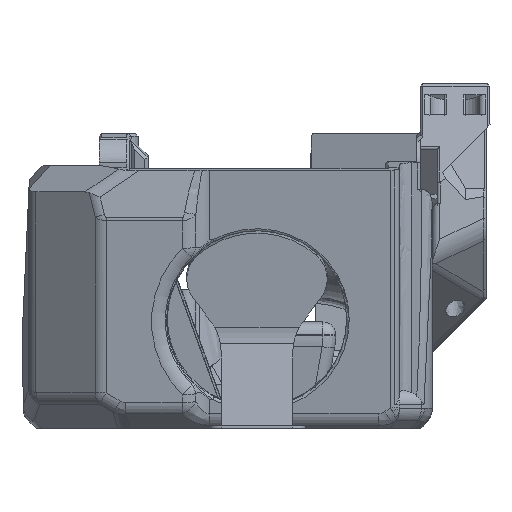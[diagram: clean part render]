
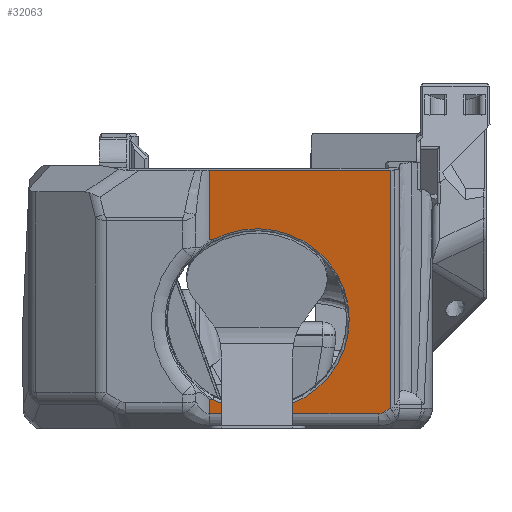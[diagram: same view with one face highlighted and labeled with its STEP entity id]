
A CAD part, left-side view. The second image highlights one B-rep face of the part: STEP entity #32063.
In plain terms, the highlighted planar face has unit normal (-0.985, 0, -0.174).
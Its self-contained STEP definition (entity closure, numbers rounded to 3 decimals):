
#987=B_SPLINE_CURVE_WITH_KNOTS('',3,(#50614,#50615,#50616,#50617),
 .UNSPECIFIED.,.F.,.F.,(4,4),(0.,0.382),.UNSPECIFIED.);
#1000=B_SPLINE_CURVE_WITH_KNOTS('',3,(#50887,#50888,#50889,#50890),
 .UNSPECIFIED.,.F.,.F.,(4,4),(0.618,1.),.UNSPECIFIED.);
#1728=ELLIPSE('',#34485,3.203,2.);
#2150=CIRCLE('',#33868,14.4);
#5637=ORIENTED_EDGE('',*,*,#14313,.F.);
#5638=ORIENTED_EDGE('',*,*,#13310,.T.);
#5639=ORIENTED_EDGE('',*,*,#14430,.T.);
#5640=ORIENTED_EDGE('',*,*,#14431,.F.);
#5641=ORIENTED_EDGE('',*,*,#14432,.T.);
#5642=ORIENTED_EDGE('',*,*,#14433,.T.);
#5643=ORIENTED_EDGE('',*,*,#14434,.F.);
#5644=ORIENTED_EDGE('',*,*,#14435,.T.);
#5645=ORIENTED_EDGE('',*,*,#13913,.F.);
#5646=ORIENTED_EDGE('',*,*,#13938,.F.);
#13310=EDGE_CURVE('',#18113,#18112,#2150,.T.);
#13913=EDGE_CURVE('',#18518,#18519,#21442,.T.);
#13938=EDGE_CURVE('',#18536,#18518,#21460,.T.);
#14313=EDGE_CURVE('',#18113,#18536,#987,.F.);
#14430=EDGE_CURVE('',#18112,#18880,#1000,.T.);
#14431=EDGE_CURVE('',#18881,#18880,#21777,.T.);
#14432=EDGE_CURVE('',#18881,#18882,#21778,.T.);
#14433=EDGE_CURVE('',#18882,#18883,#1728,.T.);
#14434=EDGE_CURVE('',#18884,#18883,#21779,.T.);
#14435=EDGE_CURVE('',#18884,#18519,#21780,.T.);
#18112=VERTEX_POINT('',#46403);
#18113=VERTEX_POINT('',#46405);
#18518=VERTEX_POINT('',#48938);
#18519=VERTEX_POINT('',#48940);
#18536=VERTEX_POINT('',#48999);
#18880=VERTEX_POINT('',#50891);
#18881=VERTEX_POINT('',#50893);
#18882=VERTEX_POINT('',#50895);
#18883=VERTEX_POINT('',#50897);
#18884=VERTEX_POINT('',#50899);
#21442=LINE('',#48939,#24329);
#21460=LINE('',#49000,#24347);
#21777=LINE('',#50892,#24664);
#21778=LINE('',#50894,#24665);
#21779=LINE('',#50898,#24666);
#21780=LINE('',#50900,#24667);
#24329=VECTOR('',#38322,1000.);
#24347=VECTOR('',#38360,1000.);
#24664=VECTOR('',#39135,1000.);
#24665=VECTOR('',#39136,1000.);
#24666=VECTOR('',#39139,1000.);
#24667=VECTOR('',#39140,1000.);
#27091=EDGE_LOOP('',(#5637,#5638,#5639,#5640,#5641,#5642,#5643,#5644,#5645,
#5646));
#29082=FACE_BOUND('',#27091,.T.);
#30799=PLANE('',#34484);
#32063=ADVANCED_FACE('',(#29082),#30799,.F.);
#33868=AXIS2_PLACEMENT_3D('',#46404,#37315,#37316);
#34484=AXIS2_PLACEMENT_3D('',#50886,#39133,#39134);
#34485=AXIS2_PLACEMENT_3D('',#50896,#39137,#39138);
#37315=DIRECTION('',(0.985,0.,0.174));
#37316=DIRECTION('',(0.174,0.,-0.985));
#38322=DIRECTION('',(0.,-1.,0.));
#38360=DIRECTION('',(-0.174,0.,0.985));
#39133=DIRECTION('',(0.985,0.,0.174));
#39134=DIRECTION('',(-0.174,0.,0.985));
#39135=DIRECTION('',(-0.174,0.,0.985));
#39136=DIRECTION('',(0.,-1.,0.));
#39137=DIRECTION('',(-0.985,0.,-0.174));
#39138=DIRECTION('',(-0.165,-0.304,0.938));
#39139=DIRECTION('',(0.097,0.829,-0.551));
#39140=DIRECTION('',(-0.174,0.,0.985));
#46403=CARTESIAN_POINT('',(-28.264,11.767,4.533));
#46404=CARTESIAN_POINT('',(-30.458,4.853,16.973));
#46405=CARTESIAN_POINT('',(-32.651,11.767,29.413));
#48938=CARTESIAN_POINT('',(-34.572,12.27,40.304));
#48939=CARTESIAN_POINT('',(-34.572,24.853,40.304));
#48940=CARTESIAN_POINT('',(-34.572,-16.002,40.304));
#48999=CARTESIAN_POINT('',(-32.66,12.27,29.463));
#49000=CARTESIAN_POINT('',(-31.185,12.27,21.099));
#50614=CARTESIAN_POINT('',(-32.66,12.27,29.463));
#50615=CARTESIAN_POINT('',(-32.657,12.102,29.442));
#50616=CARTESIAN_POINT('',(-32.654,11.935,29.425));
#50617=CARTESIAN_POINT('',(-32.651,11.767,29.413));
#50886=CARTESIAN_POINT('',(-31.185,24.853,21.099));
#50887=CARTESIAN_POINT('',(-28.264,11.767,4.533));
#50888=CARTESIAN_POINT('',(-28.262,11.935,4.52));
#50889=CARTESIAN_POINT('',(-28.259,12.102,4.503));
#50890=CARTESIAN_POINT('',(-28.255,12.27,4.482));
#50891=CARTESIAN_POINT('',(-28.255,12.27,4.482));
#50892=CARTESIAN_POINT('',(-31.185,12.27,21.099));
#50893=CARTESIAN_POINT('',(-27.864,12.27,2.262));
#50894=CARTESIAN_POINT('',(-27.864,-14.655,2.262));
#50895=CARTESIAN_POINT('',(-27.864,-14.07,2.262));
#50896=CARTESIAN_POINT('',(-28.404,-14.652,5.326));
#50897=CARTESIAN_POINT('',(-27.923,-15.07,2.597));
#50898=CARTESIAN_POINT('',(-27.821,-14.199,2.018));
#50899=CARTESIAN_POINT('',(-28.032,-16.002,3.216));
#50900=CARTESIAN_POINT('',(-7.663,-16.002,-112.301));
